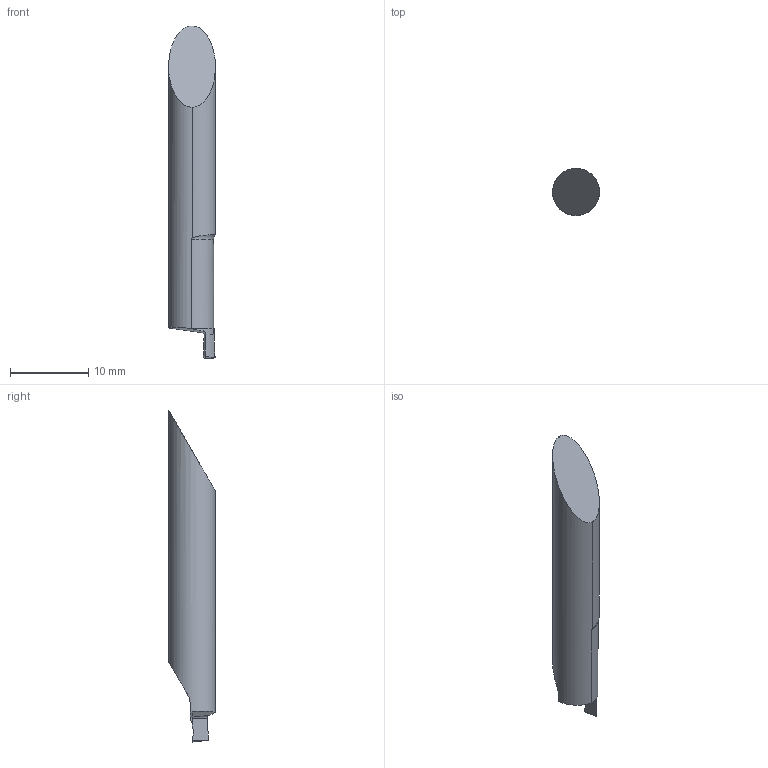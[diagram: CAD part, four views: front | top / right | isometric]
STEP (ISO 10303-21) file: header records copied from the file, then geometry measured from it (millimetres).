
FILE_DESCRIPTION(/* description */ (''),/* implementation_level */ '2;1');
FILE_NAME(/* name */ '1638011506009.stp',/* time_stamp */ '2021-11-27T16:42:02+05:00',/* author */ (''),/* organization */ ('SMS'),/* preprocessor_version */ 'ST-DEVELOPER v16.7',/* originating_system */ 'SIEMENS PLM Software NX 12.0',/* authorisation */ '');
FILE_SCHEMA (('AUTOMOTIVE_DESIGN { 1 0 10303 214 3 1 1 1 }'));
Length unit declared in the file: millimetre
Products named in the file (1): 203828604mod000_00
Bounding box: 6 x 6 x 42.45 mm (x, y, z)
Volume: 892.5 mm3; surface area: 714.7 mm2
Topology: 2 solids, 2 shells, 32 faces, 81 edges, 57 vertices
Faces by surface type: plane 17, cylinder 8, bspline 4, cone 2, torus 1
Entity records: 1251 total; most frequent: CARTESIAN_POINT 500, ORIENTED_EDGE 160, DIRECTION 117, EDGE_CURVE 80, VERTEX_POINT 52, AXIS2_PLACEMENT_3D 41, LINE 35, VECTOR 35
